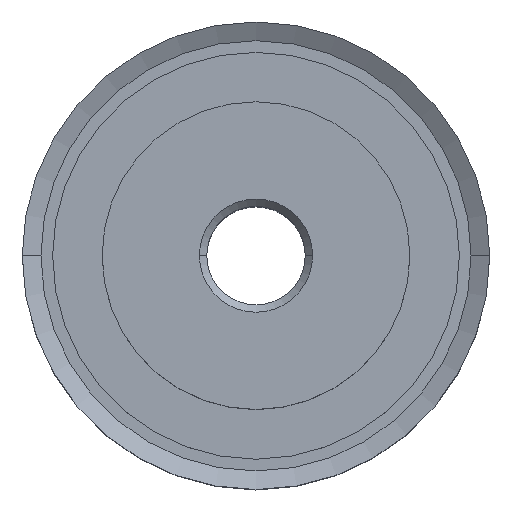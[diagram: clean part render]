
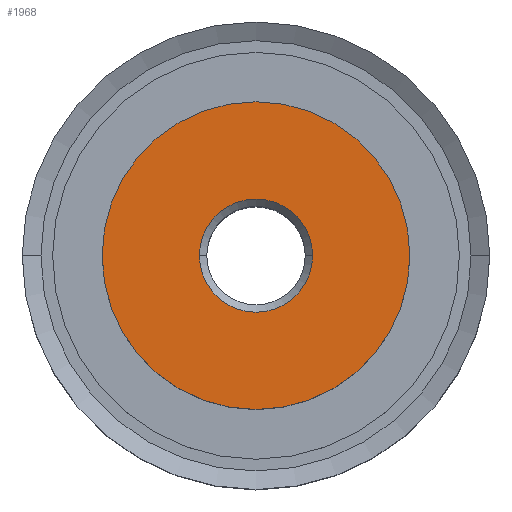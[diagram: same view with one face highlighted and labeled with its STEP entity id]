
A CAD part, top view. The second image highlights one B-rep face of the part: STEP entity #1968.
In plain terms, the highlighted planar face has unit normal (0, 0, 1).
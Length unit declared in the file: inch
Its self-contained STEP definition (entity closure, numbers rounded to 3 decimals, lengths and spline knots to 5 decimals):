
#95 = CIRCLE ( 'NONE', #3077, 0.2875 ) ;
#123 = AXIS2_PLACEMENT_3D ( 'NONE', #1234, #4687, #1749 ) ;
#234 = ORIENTED_EDGE ( 'NONE', *, *, #5848, .F. ) ;
#325 = CARTESIAN_POINT ( 'NONE',  ( -0.2875, 0., 0.5 ) ) ;
#394 = AXIS2_PLACEMENT_3D ( 'NONE', #3586, #4551, #1608 ) ;
#564 = DIRECTION ( 'NONE',  ( 1., 0., 0. ) ) ;
#606 = DIRECTION ( 'NONE',  ( 0., 0., -1. ) ) ;
#624 = CARTESIAN_POINT ( 'NONE',  ( 0., 0., 0.5 ) ) ;
#1104 = CIRCLE ( 'NONE', #4818, 0.2875 ) ;
#1234 = CARTESIAN_POINT ( 'NONE',  ( 0., 0., 0.5 ) ) ;
#1327 = EDGE_CURVE ( 'NONE', #4408, #1674, #95, .T. ) ;
#1467 = FACE_OUTER_BOUND ( 'NONE', #3646, .T. ) ;
#1608 = DIRECTION ( 'NONE',  ( 1., 0., 0. ) ) ;
#1674 = VERTEX_POINT ( 'NONE', #3349 ) ;
#1749 = DIRECTION ( 'NONE',  ( -1., 0., 0. ) ) ;
#1797 = CARTESIAN_POINT ( 'NONE',  ( 0., 0., 0.5 ) ) ;
#1968 = ADVANCED_FACE ( 'NONE', ( #4099, #1467 ), #2604, .T. ) ;
#2099 = EDGE_LOOP ( 'NONE', ( #4263, #6036 ) ) ;
#2230 = DIRECTION ( 'NONE',  ( 0., 0., -1. ) ) ;
#2304 = DIRECTION ( 'NONE',  ( 1., 0., 0. ) ) ;
#2604 = PLANE ( 'NONE',  #394 ) ;
#3059 = CARTESIAN_POINT ( 'NONE',  ( 0.7815, 0., 0.5 ) ) ;
#3077 = AXIS2_PLACEMENT_3D ( 'NONE', #624, #606, #564 ) ;
#3141 = AXIS2_PLACEMENT_3D ( 'NONE', #5147, #2230, #5630 ) ;
#3337 = ORIENTED_EDGE ( 'NONE', *, *, #4353, .F. ) ;
#3349 = CARTESIAN_POINT ( 'NONE',  ( 0.2875, 0., 0.5 ) ) ;
#3586 = CARTESIAN_POINT ( 'NONE',  ( 0.7815, 0., 0.5 ) ) ;
#3646 = EDGE_LOOP ( 'NONE', ( #234, #3337 ) ) ;
#4099 = FACE_BOUND ( 'NONE', #2099, .T. ) ;
#4263 = ORIENTED_EDGE ( 'NONE', *, *, #5133, .T. ) ;
#4322 = CARTESIAN_POINT ( 'NONE',  ( -0.7815, 0., 0.5 ) ) ;
#4353 = EDGE_CURVE ( 'NONE', #4870, #5407, #4736, .T. ) ;
#4408 = VERTEX_POINT ( 'NONE', #325 ) ;
#4551 = DIRECTION ( 'NONE',  ( 0., 0., 1. ) ) ;
#4687 = DIRECTION ( 'NONE',  ( 0., 0., -1. ) ) ;
#4736 = CIRCLE ( 'NONE', #123, 0.7815 ) ;
#4818 = AXIS2_PLACEMENT_3D ( 'NONE', #1797, #5217, #2304 ) ;
#4870 = VERTEX_POINT ( 'NONE', #3059 ) ;
#4905 = CIRCLE ( 'NONE', #3141, 0.7815 ) ;
#5133 = EDGE_CURVE ( 'NONE', #1674, #4408, #1104, .T. ) ;
#5147 = CARTESIAN_POINT ( 'NONE',  ( 0., 0., 0.5 ) ) ;
#5217 = DIRECTION ( 'NONE',  ( 0., 0., -1. ) ) ;
#5407 = VERTEX_POINT ( 'NONE', #4322 ) ;
#5630 = DIRECTION ( 'NONE',  ( -1., 0., 0. ) ) ;
#5848 = EDGE_CURVE ( 'NONE', #5407, #4870, #4905, .T. ) ;
#6036 = ORIENTED_EDGE ( 'NONE', *, *, #1327, .T. ) ;
